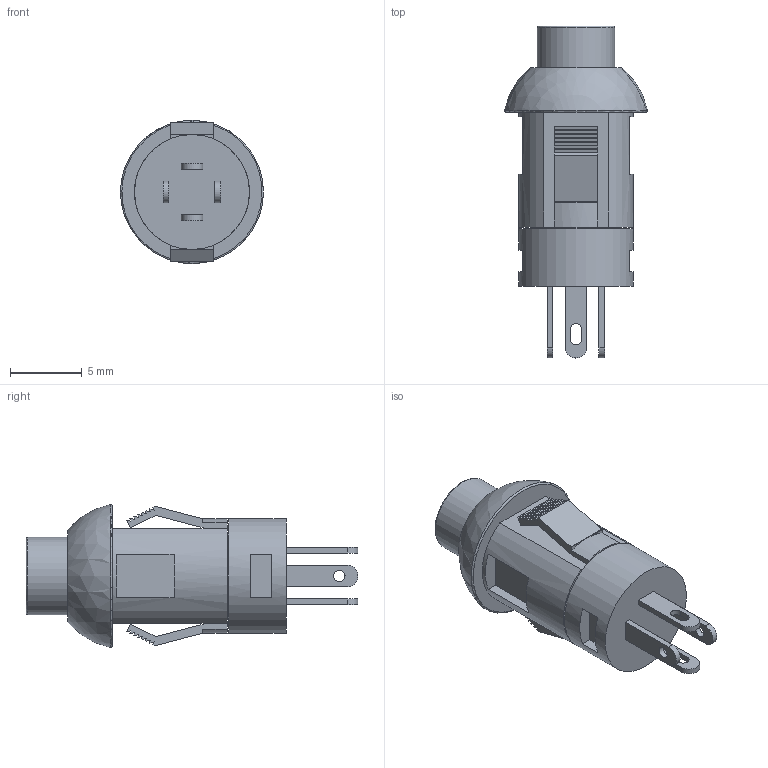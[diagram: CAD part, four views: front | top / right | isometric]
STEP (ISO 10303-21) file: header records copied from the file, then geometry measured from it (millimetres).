
FILE_DESCRIPTION(/* description */ (''),/* implementation_level */ '2;1');
FILE_NAME(/* name */ 'Кнопка PS001-N11NAWURUG (Well Buying).stp',/* time_stamp */ '2023-02-22T13:04:34+03:00',/* author */ ('Administrator'),/* organization */ ('ОАО "НПО "Прибор"'),/* preprocessor_version */ 'ST-DEVELOPER v18.1',/* originating_system */ 'Autodesk Inventor 2021',/* authorisation */ '');
FILE_SCHEMA (('AUTOMOTIVE_DESIGN { 1 0 10303 214 3 1 1 }'));
Length unit declared in the file: millimetre
Products named in the file (1): Кнопка PS001-N11NAWURUG (Well
 Buying)
Bounding box: 9.96 x 23.1 x 9.96 mm (x, y, z)
Volume: 829.7 mm3; surface area: 827.8 mm2
Topology: 1 solids, 1 shells, 130 faces, 359 edges, 244 vertices
Faces by surface type: plane 109, cylinder 18, torus 2, sphere 1
Full cylindrical faces by diameter (mm): 0.8 x2, 5.4 x1, 5.6 x1, 6 x1, 8 x1
Entity records: 4266 total; most frequent: CARTESIAN_POINT 734, ORIENTED_EDGE 718, DIRECTION 691, EDGE_CURVE 359, LINE 289, VECTOR 289, VERTEX_POINT 244, AXIS2_PLACEMENT_3D 201
